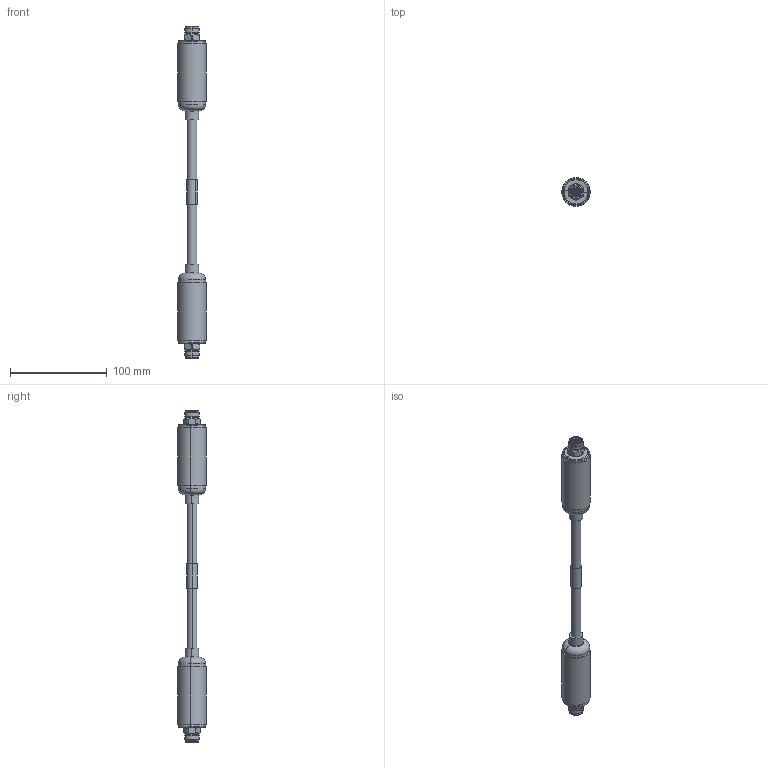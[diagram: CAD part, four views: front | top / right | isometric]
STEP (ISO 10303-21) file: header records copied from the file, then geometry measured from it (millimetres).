
FILE_DESCRIPTION (( 'STEP AP214' ), '1' );
FILE_NAME ('FMCA1148-WP_3D.step', '2024-11-14T23:33:25', ( '' ), ( '' ), 'SwSTEP 2.0', 'SolidWorks 2022', '' );
FILE_SCHEMA (( 'AUTOMOTIVE_DESIGN' ));
Length unit declared in the file: inch
Products named in the file (9): TC-400-TM-X_ferrule; 1AW01-003_.405 id x 1.00 lg; TC-400-TM-X; LMR-400_10-INCH LENGTH; TC-400-TM-X_body; TC-400-TM-X_c-contact; TC-400-TM-X_insulator; FMCA1148-WP_3D; PECB009
Assembly tree (10 placements, depth 3):
  FMCA1148-WP_3D
    LMR-400_10-INCH LENGTH
    1AW01-003_.405 id x 1.00 lg
    TC-400-TM-X  x2
      TC-400-TM-X_body
      TC-400-TM-X_c-contact
      TC-400-TM-X_ferrule
      TC-400-TM-X_insulator
    PECB009  x2
Bounding box: 29.13 x 29.13 x 342.39 mm (x, y, z)
Volume: 121425.3 mm3; surface area: 40155.1 mm2
Topology: 12 solids, 12 shells, 626 faces, 1442 edges, 910 vertices
Faces by surface type: cylinder 200, plane 190, cone 120, bspline 100, torus 16
Entity records: 13190 total; most frequent: CARTESIAN_POINT 5783, ORIENTED_EDGE 1456, DIRECTION 1413, EDGE_CURVE 728, AXIS2_PLACEMENT_3D 582, VERTEX_POINT 461, EDGE_LOOP 367, ADVANCED_FACE 318
